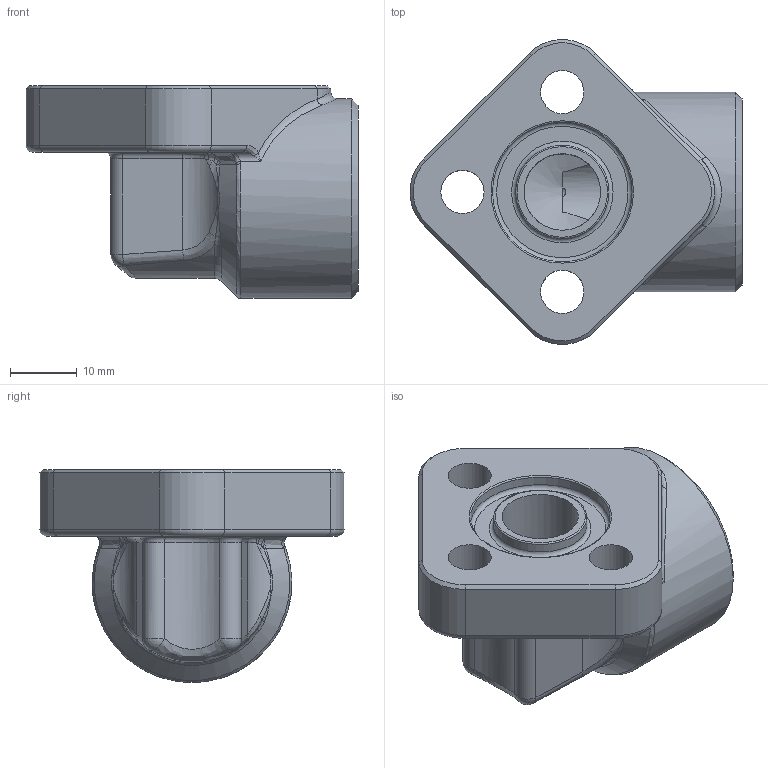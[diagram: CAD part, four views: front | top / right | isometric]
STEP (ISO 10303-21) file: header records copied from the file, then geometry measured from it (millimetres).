
FILE_DESCRIPTION(/* description */ ('Unknown'),/* implementation_level */ '2;1');
FILE_NAME(/* name */ 'AF.01350-001',/* time_stamp */ '2023-07-24T09:17:56+02:00',/* author */ ('Unknown'),/* organization */ ('Unknown'),/* preprocessor_version */ 'ST-DEVELOPER v18.102',/* originating_system */ 'Solid Edge',/* authorisation */ 'Unknown');
FILE_SCHEMA (('AUTOMOTIVE_DESIGN {1 0 10303 214 3 1 1}'));
Length unit declared in the file: millimetre
Products named in the file (2): AF; AF.01350
Assembly tree (1 placements, depth 2):
  AF
    AF.01350
Bounding box: 49.88 x 45.77 x 32 mm (x, y, z)
Volume: 22423.4 mm3; surface area: 8539.2 mm2
Topology: 1 solids, 1 shells, 118 faces, 281 edges, 159 vertices
Faces by surface type: cylinder 36, bspline 34, plane 20, torus 16, cone 10, sphere 2
Full cylindrical faces by diameter (mm): 6.5 x3, 10.5 x3, 11 x1, 11.5 x1, 14 x1, 15.25 x1, 21 x1, 30 x1
Entity records: 4425 total; most frequent: CARTESIAN_POINT 2156, ORIENTED_EDGE 484, DIRECTION 368, EDGE_CURVE 242, AXIS2_PLACEMENT_3D 160, VERTEX_POINT 150, FACE_BOUND 150, EDGE_LOOP 149
